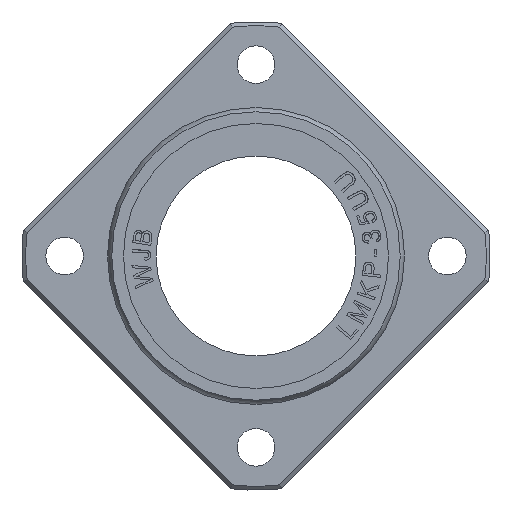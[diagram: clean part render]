
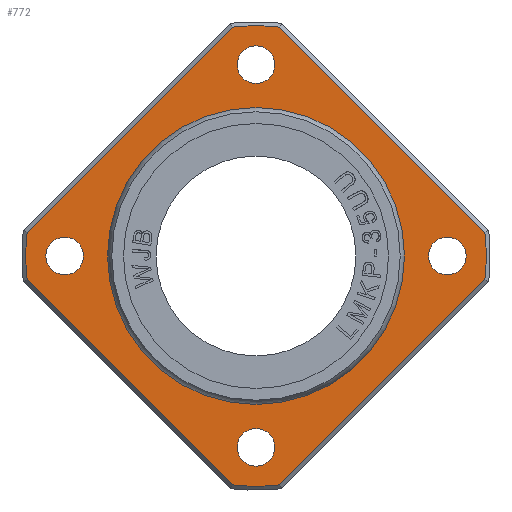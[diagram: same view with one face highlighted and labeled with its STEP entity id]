
A CAD part, left-side view. The second image highlights one B-rep face of the part: STEP entity #772.
In plain terms, the highlighted planar face has unit normal (-1, 0, 0).
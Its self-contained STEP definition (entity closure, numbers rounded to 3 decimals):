
#513=PLANE('',#7150);
#772=ADVANCED_FACE('',(#1265,#1266,#1267,#1268,#1269,#1270),#513,.T.);
#1265=FACE_BOUND('',#1386,.T.);
#1266=FACE_BOUND('',#1387,.T.);
#1267=FACE_BOUND('',#1388,.T.);
#1268=FACE_BOUND('',#1389,.T.);
#1269=FACE_BOUND('',#1390,.T.);
#1270=FACE_BOUND('',#1391,.T.);
#1386=EDGE_LOOP('',(#2685));
#1387=EDGE_LOOP('',(#2686));
#1388=EDGE_LOOP('',(#2687));
#1389=EDGE_LOOP('',(#2688));
#1390=EDGE_LOOP('',(#2689));
#1391=EDGE_LOOP('',(#2690,#2691,#2692,#2693,#2694,#2695,#2696,#2697));
#1908=B_SPLINE_CURVE_WITH_KNOTS('',3,(#10757,#10758,#10759,#10760),.UNSPECIFIED.,
 .F.,.F.,(4,4),(0.,1.),.UNSPECIFIED.);
#1909=B_SPLINE_CURVE_WITH_KNOTS('',3,(#10761,#10762,#10763,#10764),.UNSPECIFIED.,
 .F.,.F.,(4,4),(0.,1.),.UNSPECIFIED.);
#1910=B_SPLINE_CURVE_WITH_KNOTS('',3,(#10765,#10766,#10767,#10768),.UNSPECIFIED.,
 .F.,.F.,(4,4),(0.,1.),.UNSPECIFIED.);
#1911=B_SPLINE_CURVE_WITH_KNOTS('',3,(#10769,#10770,#10771,#10772),.UNSPECIFIED.,
 .F.,.F.,(4,4),(0.,1.),.UNSPECIFIED.);
#2311=CIRCLE('',#7126,40.3);
#2312=CIRCLE('',#7128,40.3);
#2314=CIRCLE('',#7131,40.3);
#2316=CIRCLE('',#7134,40.3);
#2322=CIRCLE('',#7145,25.714);
#2323=CIRCLE('',#7146,3.3);
#2324=CIRCLE('',#7147,3.3);
#2325=CIRCLE('',#7148,3.3);
#2326=CIRCLE('',#7149,3.3);
#2685=ORIENTED_EDGE('',*,*,#5315,.F.);
#2686=ORIENTED_EDGE('',*,*,#5316,.T.);
#2687=ORIENTED_EDGE('',*,*,#5317,.T.);
#2688=ORIENTED_EDGE('',*,*,#5318,.T.);
#2689=ORIENTED_EDGE('',*,*,#5319,.T.);
#2690=ORIENTED_EDGE('',*,*,#5289,.F.);
#2691=ORIENTED_EDGE('',*,*,#5320,.F.);
#2692=ORIENTED_EDGE('',*,*,#5299,.F.);
#2693=ORIENTED_EDGE('',*,*,#5321,.F.);
#2694=ORIENTED_EDGE('',*,*,#5291,.F.);
#2695=ORIENTED_EDGE('',*,*,#5322,.F.);
#2696=ORIENTED_EDGE('',*,*,#5296,.F.);
#2697=ORIENTED_EDGE('',*,*,#5323,.F.);
#4627=VERTEX_POINT('',#10658);
#4628=VERTEX_POINT('',#10660);
#4629=VERTEX_POINT('',#10667);
#4630=VERTEX_POINT('',#10668);
#4633=VERTEX_POINT('',#10685);
#4635=VERTEX_POINT('',#10688);
#4637=VERTEX_POINT('',#10697);
#4638=VERTEX_POINT('',#10698);
#4649=VERTEX_POINT('',#10748);
#4650=VERTEX_POINT('',#10750);
#4651=VERTEX_POINT('',#10752);
#4652=VERTEX_POINT('',#10754);
#4653=VERTEX_POINT('',#10756);
#5289=EDGE_CURVE('',#4627,#4628,#2311,.T.);
#5291=EDGE_CURVE('',#4629,#4630,#2312,.T.);
#5296=EDGE_CURVE('',#4633,#4635,#2314,.T.);
#5299=EDGE_CURVE('',#4637,#4638,#2316,.T.);
#5315=EDGE_CURVE('',#4649,#4649,#2322,.T.);
#5316=EDGE_CURVE('',#4650,#4650,#2323,.T.);
#5317=EDGE_CURVE('',#4651,#4651,#2324,.T.);
#5318=EDGE_CURVE('',#4652,#4652,#2325,.T.);
#5319=EDGE_CURVE('',#4653,#4653,#2326,.T.);
#5320=EDGE_CURVE('',#4638,#4627,#1908,.T.);
#5321=EDGE_CURVE('',#4630,#4637,#1909,.T.);
#5322=EDGE_CURVE('',#4635,#4629,#1910,.T.);
#5323=EDGE_CURVE('',#4628,#4633,#1911,.T.);
#7126=AXIS2_PLACEMENT_3D('',#10659,#7743,#7744);
#7128=AXIS2_PLACEMENT_3D('',#10666,#7747,#7748);
#7131=AXIS2_PLACEMENT_3D('',#10687,#7753,#7754);
#7134=AXIS2_PLACEMENT_3D('',#10696,#7759,#7760);
#7145=AXIS2_PLACEMENT_3D('',#10747,#7785,#7786);
#7146=AXIS2_PLACEMENT_3D('',#10749,#7787,#7788);
#7147=AXIS2_PLACEMENT_3D('',#10751,#7789,#7790);
#7148=AXIS2_PLACEMENT_3D('',#10753,#7791,#7792);
#7149=AXIS2_PLACEMENT_3D('',#10755,#7793,#7794);
#7150=AXIS2_PLACEMENT_3D('',#10773,#7795,#7796);
#7743=DIRECTION('',(1.,0.,0.));
#7744=DIRECTION('',(0.,0.,-1.));
#7747=DIRECTION('',(1.,0.,0.));
#7748=DIRECTION('',(0.,0.,-1.));
#7753=DIRECTION('',(1.,0.,0.));
#7754=DIRECTION('',(0.,0.,-1.));
#7759=DIRECTION('',(1.,0.,0.));
#7760=DIRECTION('',(0.,0.,-1.));
#7785=DIRECTION('',(-1.,0.,0.));
#7786=DIRECTION('',(0.,0.,1.));
#7787=DIRECTION('',(1.,0.,0.));
#7788=DIRECTION('',(0.,1.,0.));
#7789=DIRECTION('',(1.,0.,0.));
#7790=DIRECTION('',(0.,1.,0.));
#7791=DIRECTION('',(1.,0.,0.));
#7792=DIRECTION('',(0.,1.,0.));
#7793=DIRECTION('',(1.,0.,0.));
#7794=DIRECTION('',(0.,1.,0.));
#7795=DIRECTION('',(-1.,0.,0.));
#7796=DIRECTION('',(0.,0.,1.));
#10658=CARTESIAN_POINT('',(10.,40.082,-4.183));
#10659=CARTESIAN_POINT('',(10.,0.,0.));
#10660=CARTESIAN_POINT('',(10.,40.082,4.183));
#10666=CARTESIAN_POINT('',(10.,0.,0.));
#10667=CARTESIAN_POINT('',(10.,-40.082,4.183));
#10668=CARTESIAN_POINT('',(10.,-40.082,-4.183));
#10685=CARTESIAN_POINT('',(10.,4.183,40.082));
#10687=CARTESIAN_POINT('',(10.,0.,0.));
#10688=CARTESIAN_POINT('',(10.,-4.183,40.082));
#10696=CARTESIAN_POINT('',(10.,0.,0.));
#10697=CARTESIAN_POINT('',(10.,-4.183,-40.082));
#10698=CARTESIAN_POINT('',(10.,4.183,-40.082));
#10747=CARTESIAN_POINT('',(10.,0.,0.));
#10748=CARTESIAN_POINT('',(10.,0.,25.714));
#10749=CARTESIAN_POINT('',(10.,33.5,0.));
#10750=CARTESIAN_POINT('',(10.,30.2,0.));
#10751=CARTESIAN_POINT('',(10.,-33.5,0.));
#10752=CARTESIAN_POINT('',(10.,-36.8,0.));
#10753=CARTESIAN_POINT('',(10.,0.,33.5));
#10754=CARTESIAN_POINT('',(10.,-3.3,33.5));
#10755=CARTESIAN_POINT('',(10.,0.,-33.5));
#10756=CARTESIAN_POINT('',(10.,-3.3,-33.5));
#10757=CARTESIAN_POINT('',(10.,4.183,-40.082));
#10758=CARTESIAN_POINT('',(10.,16.149,-28.116));
#10759=CARTESIAN_POINT('',(10.,28.116,-16.149));
#10760=CARTESIAN_POINT('',(10.,40.082,-4.183));
#10761=CARTESIAN_POINT('',(10.,-40.082,-4.183));
#10762=CARTESIAN_POINT('',(10.,-28.116,-16.149));
#10763=CARTESIAN_POINT('',(10.,-16.149,-28.116));
#10764=CARTESIAN_POINT('',(10.,-4.183,-40.082));
#10765=CARTESIAN_POINT('',(10.,-4.183,40.082));
#10766=CARTESIAN_POINT('',(10.,-16.149,28.116));
#10767=CARTESIAN_POINT('',(10.,-28.116,16.149));
#10768=CARTESIAN_POINT('',(10.,-40.082,4.183));
#10769=CARTESIAN_POINT('',(10.,40.082,4.183));
#10770=CARTESIAN_POINT('',(10.,28.116,16.149));
#10771=CARTESIAN_POINT('',(10.,16.149,28.116));
#10772=CARTESIAN_POINT('',(10.,4.183,40.082));
#10773=CARTESIAN_POINT('',(10.,0.,33.357));
